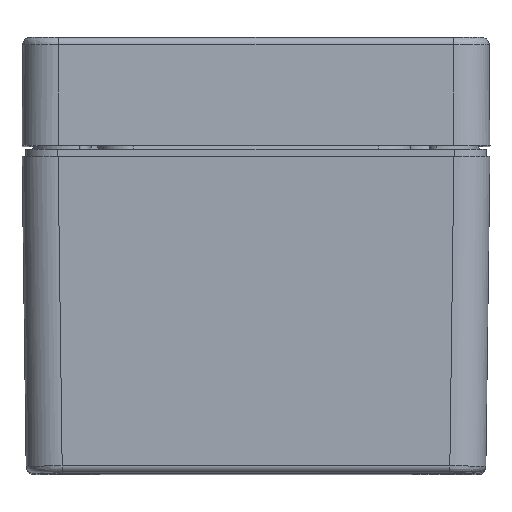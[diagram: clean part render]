
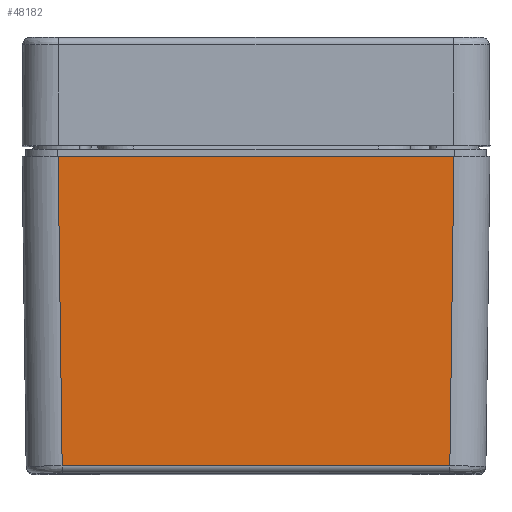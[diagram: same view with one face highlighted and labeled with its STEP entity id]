
A CAD part, top view. The second image highlights one B-rep face of the part: STEP entity #48182.
In plain terms, the highlighted planar face has unit normal (0, -0.013, 1).
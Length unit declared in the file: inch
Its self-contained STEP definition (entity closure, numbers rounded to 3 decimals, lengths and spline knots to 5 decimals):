
#1667 = VECTOR ( 'NONE', #2448, 39.37008 ) ;
#2448 = DIRECTION ( 'NONE',  ( 1., 0., 0. ) ) ;
#2625 = LINE ( 'NONE', #39810, #36681 ) ;
#8263 = DIRECTION ( 'NONE',  ( 0., -1., -0.013 ) ) ;
#9061 = VECTOR ( 'NONE', #12124, 39.37008 ) ;
#12124 = DIRECTION ( 'NONE',  ( 0.013, -1., -0.013 ) ) ;
#16524 = CARTESIAN_POINT ( 'NONE',  ( -0.3036, -0.03937, 4.24647 ) ) ;
#17909 = DIRECTION ( 'NONE',  ( 1., 0., 0. ) ) ;
#19261 = CARTESIAN_POINT ( 'NONE',  ( -0.28143, -1.7328, 4.2243 ) ) ;
#23017 = ORIENTED_EDGE ( 'NONE', *, *, #69743, .T. ) ;
#31315 = ORIENTED_EDGE ( 'NONE', *, *, #76665, .F. ) ;
#31615 = VERTEX_POINT ( 'NONE', #37923 ) ;
#32380 = VERTEX_POINT ( 'NONE', #48092 ) ;
#35704 = VECTOR ( 'NONE', #17909, 39.37008 ) ;
#36681 = VECTOR ( 'NONE', #63749, 39.37008 ) ;
#37923 = CARTESIAN_POINT ( 'NONE',  ( 1.86076, -0.03937, 4.24647 ) ) ;
#38050 = LINE ( 'NONE', #56813, #1667 ) ;
#39810 = CARTESIAN_POINT ( 'NONE',  ( 1.86109, -0.01417, 4.2468 ) ) ;
#40573 = VERTEX_POINT ( 'NONE', #16524 ) ;
#47274 = LINE ( 'NONE', #67146, #9061 ) ;
#48092 = CARTESIAN_POINT ( 'NONE',  ( 1.83859, -1.7328, 4.2243 ) ) ;
#48182 = ADVANCED_FACE ( 'NONE', ( #49426 ), #67708, .T. ) ;
#49426 = FACE_OUTER_BOUND ( 'NONE', #52089, .T. ) ;
#52089 = EDGE_LOOP ( 'NONE', ( #59757, #64034, #31315, #23017 ) ) ;
#55077 = EDGE_CURVE ( 'NONE', #64381, #32380, #38050, .T. ) ;
#56813 = CARTESIAN_POINT ( 'NONE',  ( -0.50095, -1.7328, 4.2243 ) ) ;
#59757 = ORIENTED_EDGE ( 'NONE', *, *, #55077, .T. ) ;
#59876 = EDGE_CURVE ( 'NONE', #31615, #32380, #2625, .T. ) ;
#61339 = LINE ( 'NONE', #72884, #35704 ) ;
#62927 = DIRECTION ( 'NONE',  ( 0., -0.013, 1. ) ) ;
#63749 = DIRECTION ( 'NONE',  ( -0.013, -1., -0.013 ) ) ;
#64034 = ORIENTED_EDGE ( 'NONE', *, *, #59876, .F. ) ;
#64381 = VERTEX_POINT ( 'NONE', #19261 ) ;
#67146 = CARTESIAN_POINT ( 'NONE',  ( -0.3036, -0.03937, 4.24647 ) ) ;
#67708 = PLANE ( 'NONE',  #74996 ) ;
#68893 = CARTESIAN_POINT ( 'NONE',  ( -0.50095, 0., 4.24698 ) ) ;
#69743 = EDGE_CURVE ( 'NONE', #40573, #64381, #47274, .T. ) ;
#72884 = CARTESIAN_POINT ( 'NONE',  ( 0.77858, -0.03937, 4.24647 ) ) ;
#74996 = AXIS2_PLACEMENT_3D ( 'NONE', #68893, #62927, #8263 ) ;
#76665 = EDGE_CURVE ( 'NONE', #40573, #31615, #61339, .T. ) ;
